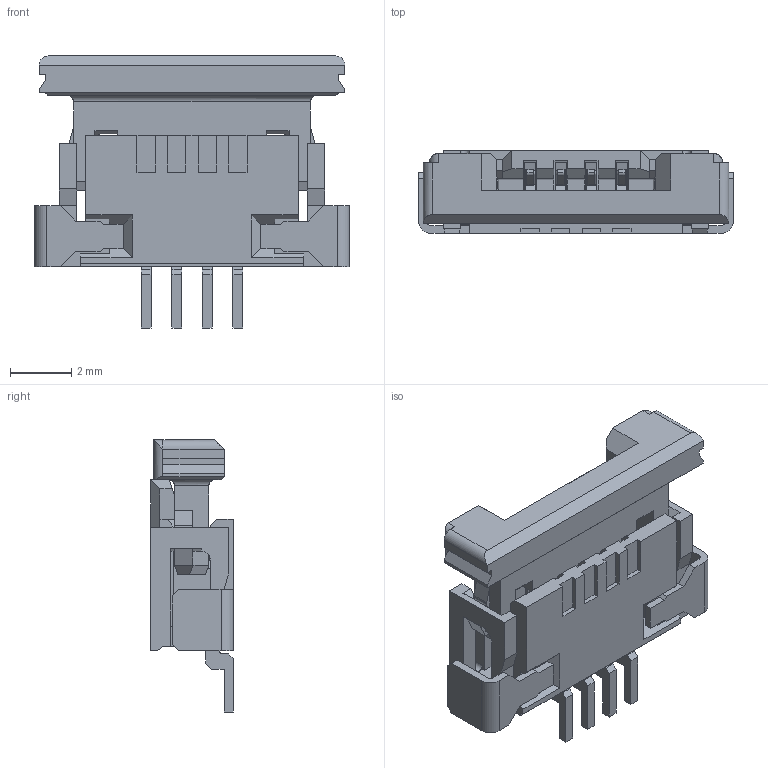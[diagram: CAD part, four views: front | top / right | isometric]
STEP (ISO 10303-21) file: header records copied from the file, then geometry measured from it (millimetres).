
FILE_DESCRIPTION(('STEP AP203'),'1');
FILE_NAME(' ',' ',('TraceParts'),('TraceParts S.A.'),'XStep 1.0',' ',' ');
FILE_SCHEMA(('CONFIG_CONTROL_DESIGN'));
Length unit declared in the file: millimetre
Products named in the file (30): 1; 2; 3; 4; 5; 6; 7; 8; 9; 10; 11; 12; 13; 14; 15; 16; 17; 18; 19; 20; 21; 22; 23; 24; 25; 26; 27; 28; 29; 30
Bounding box: 10.3 x 2.7 x 8.9 mm (x, y, z)
Volume: 101.9 mm3; surface area: 468.5 mm2
Topology: 3 solids, 3 shells, 541 faces, 1584 edges, 1042 vertices
Faces by surface type: plane 458, cylinder 59, cone 24
Entity records: 18987 total; most frequent: CARTESIAN_POINT 3345, ORIENTED_EDGE 3098, DIRECTION 2818, EDGE_CURVE 1549, LINE 1432, VECTOR 1432, VERTEX_POINT 988, AXIS2_PLACEMENT_3D 693
